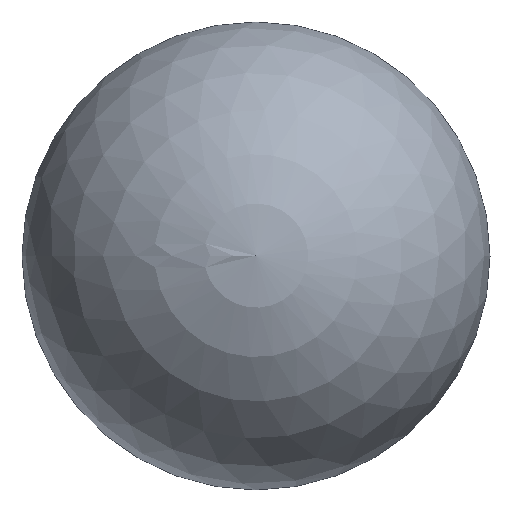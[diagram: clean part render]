
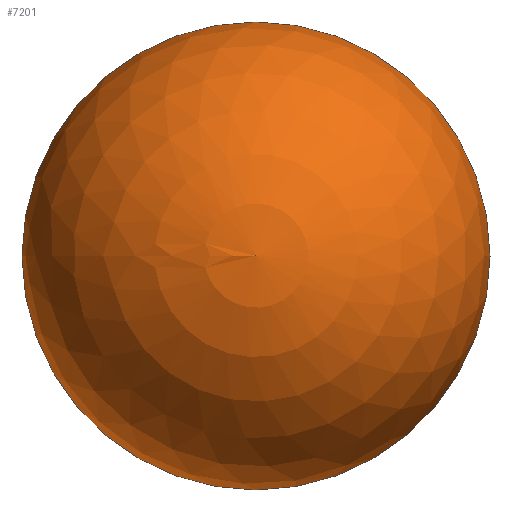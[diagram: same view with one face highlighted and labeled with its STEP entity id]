
A CAD part, top view. The second image highlights one B-rep face of the part: STEP entity #7201.
In plain terms, the highlighted spherical face has radius 100 mm.
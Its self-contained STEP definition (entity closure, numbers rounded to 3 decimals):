
#82 = ORIENTED_EDGE ( 'NONE', *, *, #3544, .T. ) ;
#367 = CARTESIAN_POINT ( 'NONE',  ( 0., -100., 0. ) ) ;
#737 = AXIS2_PLACEMENT_3D ( 'NONE', #3494, #4219, #7115 ) ;
#1106 = CARTESIAN_POINT ( 'NONE',  ( 0., 0., 0. ) ) ;
#1107 = EDGE_CURVE ( 'NONE', #9405, #7726, #9333, .T. ) ;
#1114 = CARTESIAN_POINT ( 'NONE',  ( 0., 0., 0. ) ) ;
#2401 = AXIS2_PLACEMENT_3D ( 'NONE', #1106, #7006, #8386 ) ;
#2526 = CIRCLE ( 'NONE', #2401, 100. ) ;
#3208 = EDGE_LOOP ( 'NONE', ( #5355, #82 ) ) ;
#3494 = CARTESIAN_POINT ( 'NONE',  ( 0., 0., 0. ) ) ;
#3544 = EDGE_CURVE ( 'NONE', #9405, #7726, #2526, .T. ) ;
#4219 = DIRECTION ( 'NONE',  ( 0., 0., -1. ) ) ;
#5355 = ORIENTED_EDGE ( 'NONE', *, *, #1107, .F. ) ;
#5521 = DIRECTION ( 'NONE',  ( -1., 0., 0. ) ) ;
#6367 = FACE_OUTER_BOUND ( 'NONE', #3208, .T. ) ;
#6470 = CARTESIAN_POINT ( 'NONE',  ( 0., 100., 0. ) ) ;
#7006 = DIRECTION ( 'NONE',  ( 0., 0., 1. ) ) ;
#7011 = DIRECTION ( 'NONE',  ( 0., 0., 1. ) ) ;
#7115 = DIRECTION ( 'NONE',  ( -1., 0., 0. ) ) ;
#7201 = ADVANCED_FACE ( 'NONE', ( #6367 ), #7266, .T. ) ;
#7266 = SPHERICAL_SURFACE ( 'NONE', #8787, 100. ) ;
#7726 = VERTEX_POINT ( 'NONE', #6470 ) ;
#8386 = DIRECTION ( 'NONE',  ( 1., 0., 0. ) ) ;
#8787 = AXIS2_PLACEMENT_3D ( 'NONE', #1114, #7011, #5521 ) ;
#9333 = CIRCLE ( 'NONE', #737, 100. ) ;
#9405 = VERTEX_POINT ( 'NONE', #367 ) ;
